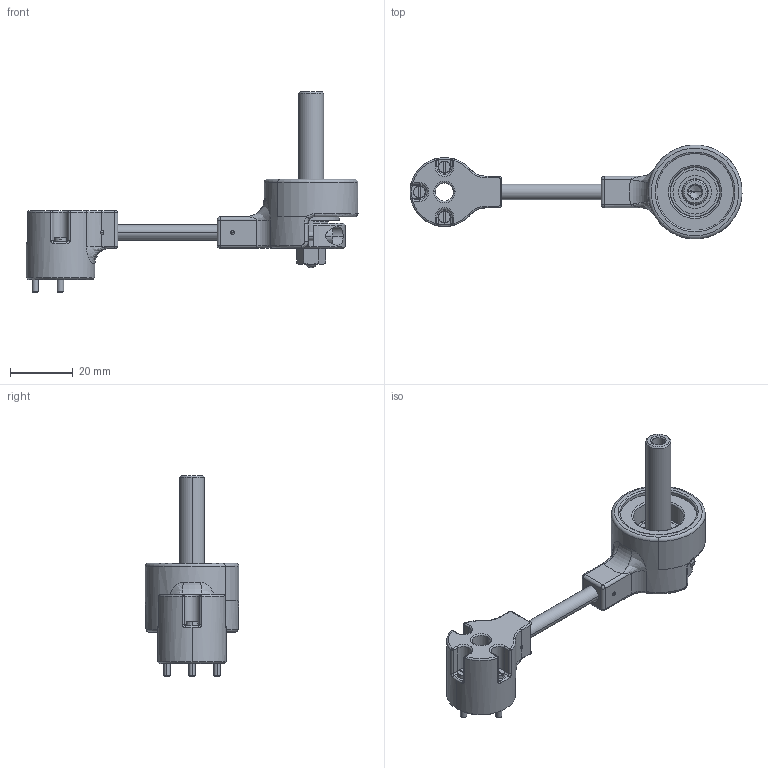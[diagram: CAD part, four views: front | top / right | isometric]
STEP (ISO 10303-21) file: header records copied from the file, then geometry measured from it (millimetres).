
FILE_DESCRIPTION(('FreeCAD Model'),'2;1');
FILE_NAME('Open CASCADE Shape Model','2024-11-29T14:05:57',('Author'),( ''),'Open CASCADE STEP processor 7.6','FreeCAD','Unknown');
FILE_SCHEMA(('AUTOMOTIVE_DESIGN { 1 0 10303 214 1 1 1 1 }'));
Length unit declared in the file: millimetre
Products named in the file (14): LINK1_ASM; MOTOR-OUT_STD; BAR1; HALF-R1; FL688ZZ; SCBNJ8_11_ASM; SCBNJ8_11B; DEI4762_M3X10; PSFGW8_50_M5_N5; BCHLJJ5_ASM; BCHLJJ5_MB; BCHLJJ5_B; MS1_5_10; VIS_C_M2X036
Assembly tree (16 placements, depth 3):
  LINK1_ASM
    MOTOR-OUT_STD
    BAR1
    HALF-R1
    FL688ZZ
    SCBNJ8_11_ASM
      SCBNJ8_11B
      DEI4762_M3X10
    PSFGW8_50_M5_N5
    BCHLJJ5_ASM
      BCHLJJ5_MB
      BCHLJJ5_B
    MS1_5_10  x2
    VIS_C_M2X036  x3
Bounding box: 105.99 x 30 x 63.9 mm (x, y, z)
Volume: 22982.6 mm3; surface area: 14019.9 mm2
Topology: 14 solids, 14 shells, 373 faces, 844 edges, 492 vertices
Faces by surface type: cylinder 132, plane 95, cone 57, torus 48, bspline 27, sphere 14
Entity records: 14327 total; most frequent: CARTESIAN_POINT 6328, DIRECTION 1734, ORIENTED_EDGE 1516, EDGE_CURVE 758, AXIS2_PLACEMENT_3D 730, VERTEX_POINT 449, CIRCLE 398, FACE_BOUND 375
